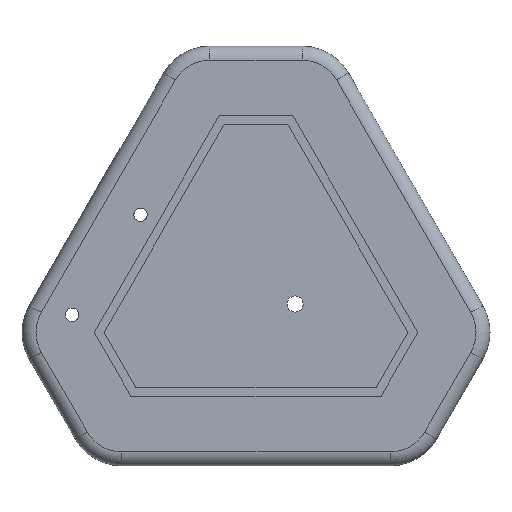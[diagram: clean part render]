
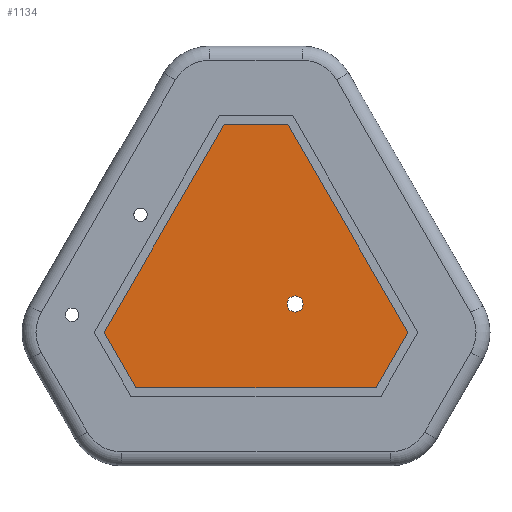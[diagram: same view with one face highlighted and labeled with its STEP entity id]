
A CAD part, front view. The second image highlights one B-rep face of the part: STEP entity #1134.
In plain terms, the highlighted planar face has unit normal (0, -1, 0).
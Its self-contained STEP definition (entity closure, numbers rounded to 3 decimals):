
#54 = DIRECTION ( 'NONE',  ( 0., 1., 0. ) ) ;
#145 = VECTOR ( 'NONE', #2607, 1000. ) ;
#150 = VERTEX_POINT ( 'NONE', #2575 ) ;
#161 = DIRECTION ( 'NONE',  ( -0.5, 0., -0.866 ) ) ;
#173 = EDGE_CURVE ( 'NONE', #3067, #1446, #3541, .T. ) ;
#408 = PLANE ( 'NONE',  #2660 ) ;
#497 = LINE ( 'NONE', #1599, #3255 ) ;
#550 = VECTOR ( 'NONE', #161, 1000. ) ;
#620 = VECTOR ( 'NONE', #3184, 1000. ) ;
#651 = FACE_OUTER_BOUND ( 'NONE', #2054, .T. ) ;
#695 = CARTESIAN_POINT ( 'NONE',  ( -21.918, 0., 23.111 ) ) ;
#700 = CARTESIAN_POINT ( 'NONE',  ( -31.793, 0., 1.406 ) ) ;
#705 = EDGE_CURVE ( 'NONE', #2144, #1711, #2835, .T. ) ;
#721 = CARTESIAN_POINT ( 'NONE',  ( -13.972, 0., 4.053 ) ) ;
#734 = DIRECTION ( 'NONE',  ( 0., 0., 1. ) ) ;
#755 = LINE ( 'NONE', #2130, #550 ) ;
#812 = EDGE_CURVE ( 'NONE', #150, #2003, #755, .T. ) ;
#848 = CIRCLE ( 'NONE', #2887, 0.75 ) ;
#853 = EDGE_CURVE ( 'NONE', #1259, #150, #3488, .T. ) ;
#961 = CARTESIAN_POINT ( 'NONE',  ( -13.972, 0., 4.803 ) ) ;
#1019 = EDGE_CURVE ( 'NONE', #1711, #1259, #3038, .T. ) ;
#1057 = ORIENTED_EDGE ( 'NONE', *, *, #853, .T. ) ;
#1106 = DIRECTION ( 'NONE',  ( -0.5, 0., 0.866 ) ) ;
#1134 = ADVANCED_FACE ( 'NONE', ( #2600, #651 ), #408, .F. ) ;
#1259 = VERTEX_POINT ( 'NONE', #3309 ) ;
#1261 = LINE ( 'NONE', #700, #620 ) ;
#1345 = ORIENTED_EDGE ( 'NONE', *, *, #812, .T. ) ;
#1356 = EDGE_CURVE ( 'NONE', #1446, #3067, #848, .T. ) ;
#1374 = ORIENTED_EDGE ( 'NONE', *, *, #2760, .T. ) ;
#1430 = CARTESIAN_POINT ( 'NONE',  ( -13.972, 0., 4.053 ) ) ;
#1446 = VERTEX_POINT ( 'NONE', #961 ) ;
#1479 = CARTESIAN_POINT ( 'NONE',  ( -28.821, 0., -3.742 ) ) ;
#1485 = VECTOR ( 'NONE', #1106, 1000. ) ;
#1599 = CARTESIAN_POINT ( 'NONE',  ( -28.821, 0., -3.742 ) ) ;
#1616 = EDGE_LOOP ( 'NONE', ( #1980, #1734 ) ) ;
#1711 = VERTEX_POINT ( 'NONE', #2537 ) ;
#1734 = ORIENTED_EDGE ( 'NONE', *, *, #1356, .T. ) ;
#1754 = DIRECTION ( 'NONE',  ( 0., 1., 0. ) ) ;
#1779 = DIRECTION ( 'NONE',  ( 0., 0., 1. ) ) ;
#1815 = DIRECTION ( 'NONE',  ( 0., 1., 0. ) ) ;
#1875 = ORIENTED_EDGE ( 'NONE', *, *, #705, .T. ) ;
#1876 = DIRECTION ( 'NONE',  ( 1., 0., 0. ) ) ;
#1888 = VERTEX_POINT ( 'NONE', #1479 ) ;
#1973 = CARTESIAN_POINT ( 'NONE',  ( -6.414, 0., -3.742 ) ) ;
#1980 = ORIENTED_EDGE ( 'NONE', *, *, #173, .T. ) ;
#2003 = VERTEX_POINT ( 'NONE', #3228 ) ;
#2054 = EDGE_LOOP ( 'NONE', ( #1057, #1345, #2983, #1374, #1875, #3424 ) ) ;
#2075 = DIRECTION ( 'NONE',  ( -1., 0., 0. ) ) ;
#2130 = CARTESIAN_POINT ( 'NONE',  ( -20.59, 0., 20.811 ) ) ;
#2144 = VERTEX_POINT ( 'NONE', #1973 ) ;
#2179 = EDGE_CURVE ( 'NONE', #2003, #1888, #1261, .T. ) ;
#2395 = VECTOR ( 'NONE', #2075, 1000. ) ;
#2483 = CARTESIAN_POINT ( 'NONE',  ( -3.442, 0., 1.406 ) ) ;
#2537 = CARTESIAN_POINT ( 'NONE',  ( -3.442, 0., 1.406 ) ) ;
#2575 = CARTESIAN_POINT ( 'NONE',  ( -20.59, 0., 20.811 ) ) ;
#2600 = FACE_BOUND ( 'NONE', #1616, .T. ) ;
#2607 = DIRECTION ( 'NONE',  ( 0.5, 0., 0.866 ) ) ;
#2660 = AXIS2_PLACEMENT_3D ( 'NONE', #695, #1754, #734 ) ;
#2760 = EDGE_CURVE ( 'NONE', #1888, #2144, #497, .T. ) ;
#2835 = LINE ( 'NONE', #3433, #145 ) ;
#2871 = DIRECTION ( 'NONE',  ( 0., 0., 1. ) ) ;
#2887 = AXIS2_PLACEMENT_3D ( 'NONE', #721, #1815, #1779 ) ;
#2983 = ORIENTED_EDGE ( 'NONE', *, *, #2179, .T. ) ;
#3032 = AXIS2_PLACEMENT_3D ( 'NONE', #1430, #54, #2871 ) ;
#3038 = LINE ( 'NONE', #2483, #1485 ) ;
#3067 = VERTEX_POINT ( 'NONE', #3437 ) ;
#3184 = DIRECTION ( 'NONE',  ( 0.5, 0., -0.866 ) ) ;
#3210 = CARTESIAN_POINT ( 'NONE',  ( -14.645, 0., 20.811 ) ) ;
#3228 = CARTESIAN_POINT ( 'NONE',  ( -31.793, 0., 1.406 ) ) ;
#3255 = VECTOR ( 'NONE', #1876, 1000. ) ;
#3309 = CARTESIAN_POINT ( 'NONE',  ( -14.645, 0., 20.811 ) ) ;
#3424 = ORIENTED_EDGE ( 'NONE', *, *, #1019, .T. ) ;
#3433 = CARTESIAN_POINT ( 'NONE',  ( -6.414, 0., -3.742 ) ) ;
#3437 = CARTESIAN_POINT ( 'NONE',  ( -13.972, 0., 3.303 ) ) ;
#3488 = LINE ( 'NONE', #3210, #2395 ) ;
#3541 = CIRCLE ( 'NONE', #3032, 0.75 ) ;
